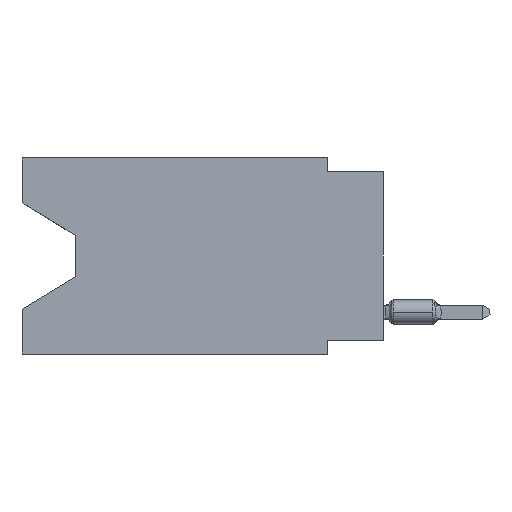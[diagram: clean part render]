
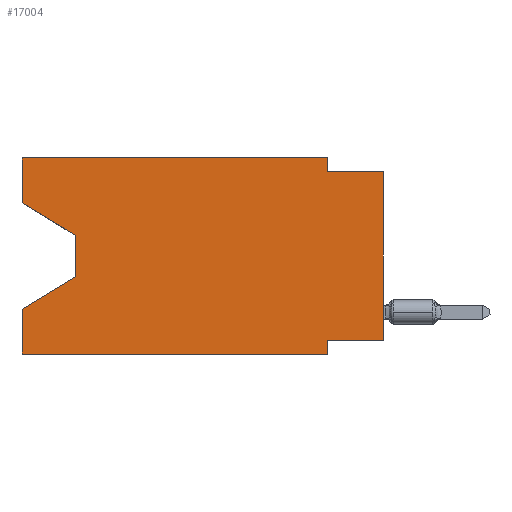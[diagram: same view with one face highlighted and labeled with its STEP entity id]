
A CAD part, left-side view. The second image highlights one B-rep face of the part: STEP entity #17004.
In plain terms, the highlighted planar face has unit normal (-1, 0, 0).
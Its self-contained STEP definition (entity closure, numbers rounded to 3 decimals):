
#8 = DIRECTION ( 'NONE',  ( 0., 0., -1. ) ) ;
#205 = VERTEX_POINT ( 'NONE', #4921 ) ;
#406 = VERTEX_POINT ( 'NONE', #11286 ) ;
#537 = ORIENTED_EDGE ( 'NONE', *, *, #7353, .T. ) ;
#661 = CARTESIAN_POINT ( 'NONE',  ( 0., 16.383, -2.038 ) ) ;
#787 = CARTESIAN_POINT ( 'NONE',  ( 0., 16.383, 0. ) ) ;
#848 = LINE ( 'NONE', #15856, #12522 ) ;
#912 = ORIENTED_EDGE ( 'NONE', *, *, #16789, .F. ) ;
#1060 = VERTEX_POINT ( 'NONE', #7897 ) ;
#1206 = VECTOR ( 'NONE', #8588, 1000. ) ;
#1440 = EDGE_CURVE ( 'NONE', #6802, #205, #6106, .T. ) ;
#1591 = CARTESIAN_POINT ( 'NONE',  ( 0., 16.383, 0. ) ) ;
#1593 = ORIENTED_EDGE ( 'NONE', *, *, #6110, .F. ) ;
#1605 = CARTESIAN_POINT ( 'NONE',  ( 0., 2.54, 0. ) ) ;
#1733 = CARTESIAN_POINT ( 'NONE',  ( 0., 16.383, 0. ) ) ;
#1734 = LINE ( 'NONE', #7518, #18478 ) ;
#1748 = ORIENTED_EDGE ( 'NONE', *, *, #4324, .F. ) ;
#1791 = VERTEX_POINT ( 'NONE', #3131 ) ;
#2656 = VECTOR ( 'NONE', #5627, 1000. ) ;
#2997 = LINE ( 'NONE', #1733, #11332 ) ;
#3131 = CARTESIAN_POINT ( 'NONE',  ( 0., 2.54, -0.635 ) ) ;
#3153 = VECTOR ( 'NONE', #9410, 1000. ) ;
#3468 = DIRECTION ( 'NONE',  ( 0., 0., -1. ) ) ;
#3558 = ORIENTED_EDGE ( 'NONE', *, *, #16406, .T. ) ;
#4110 = VERTEX_POINT ( 'NONE', #12700 ) ;
#4324 = EDGE_CURVE ( 'NONE', #4110, #1791, #16618, .T. ) ;
#4816 = ORIENTED_EDGE ( 'NONE', *, *, #17316, .F. ) ;
#4921 = CARTESIAN_POINT ( 'NONE',  ( 0., 16.383, 0. ) ) ;
#5157 = EDGE_LOOP ( 'NONE', ( #7086, #537, #5519, #16392, #6618, #912, #4816, #3558, #1593, #1748, #8811, #10518 ) ) ;
#5294 = DIRECTION ( 'NONE',  ( 0., 0., -1. ) ) ;
#5360 = DIRECTION ( 'NONE',  ( 0., 0., -1. ) ) ;
#5519 = ORIENTED_EDGE ( 'NONE', *, *, #17389, .T. ) ;
#5627 = DIRECTION ( 'NONE',  ( 0., -1., 0. ) ) ;
#6106 = LINE ( 'NONE', #1591, #9050 ) ;
#6110 = EDGE_CURVE ( 'NONE', #1791, #16256, #8905, .T. ) ;
#6220 = AXIS2_PLACEMENT_3D ( 'NONE', #787, #12935, #5294 ) ;
#6618 = ORIENTED_EDGE ( 'NONE', *, *, #6649, .T. ) ;
#6649 = EDGE_CURVE ( 'NONE', #406, #1060, #1734, .T. ) ;
#6662 = DIRECTION ( 'NONE',  ( 0., 1., 0. ) ) ;
#6768 = PLANE ( 'NONE',  #6220 ) ;
#6802 = VERTEX_POINT ( 'NONE', #661 ) ;
#7086 = ORIENTED_EDGE ( 'NONE', *, *, #7938, .T. ) ;
#7319 = CARTESIAN_POINT ( 'NONE',  ( 0., 16.383, -6.852 ) ) ;
#7353 = EDGE_CURVE ( 'NONE', #14844, #15054, #848, .T. ) ;
#7518 = CARTESIAN_POINT ( 'NONE',  ( 0., 16.383, -8.89 ) ) ;
#7578 = DIRECTION ( 'NONE',  ( 0., 0., 1. ) ) ;
#7587 = CARTESIAN_POINT ( 'NONE',  ( 0., 0., -0.635 ) ) ;
#7897 = CARTESIAN_POINT ( 'NONE',  ( 0., 2.54, -8.89 ) ) ;
#7938 = EDGE_CURVE ( 'NONE', #6802, #14844, #16866, .T. ) ;
#7980 = LINE ( 'NONE', #12392, #8692 ) ;
#8117 = LINE ( 'NONE', #14105, #10301 ) ;
#8423 = FACE_OUTER_BOUND ( 'NONE', #5157, .T. ) ;
#8588 = DIRECTION ( 'NONE',  ( 0., 0.855, -0.519 ) ) ;
#8692 = VECTOR ( 'NONE', #18489, 1000. ) ;
#8811 = ORIENTED_EDGE ( 'NONE', *, *, #12867, .F. ) ;
#8905 = LINE ( 'NONE', #10190, #16288 ) ;
#9050 = VECTOR ( 'NONE', #7578, 1000. ) ;
#9180 = DIRECTION ( 'NONE',  ( 0., 0., 1. ) ) ;
#9410 = DIRECTION ( 'NONE',  ( 0., -0.855, -0.519 ) ) ;
#9675 = LINE ( 'NONE', #14284, #1206 ) ;
#9781 = VECTOR ( 'NONE', #3468, 1000. ) ;
#9936 = CARTESIAN_POINT ( 'NONE',  ( 0., 2.54, -8.255 ) ) ;
#10034 = VERTEX_POINT ( 'NONE', #14079 ) ;
#10190 = CARTESIAN_POINT ( 'NONE',  ( 0., 0., -0.635 ) ) ;
#10301 = VECTOR ( 'NONE', #6662, 1000. ) ;
#10518 = ORIENTED_EDGE ( 'NONE', *, *, #1440, .F. ) ;
#11286 = CARTESIAN_POINT ( 'NONE',  ( 0., 16.383, -8.89 ) ) ;
#11290 = CARTESIAN_POINT ( 'NONE',  ( 0., 13.97, -3.505 ) ) ;
#11332 = VECTOR ( 'NONE', #9180, 1000. ) ;
#12392 = CARTESIAN_POINT ( 'NONE',  ( 0., 0., 0. ) ) ;
#12522 = VECTOR ( 'NONE', #5360, 1000. ) ;
#12700 = CARTESIAN_POINT ( 'NONE',  ( 0., 2.54, 0. ) ) ;
#12867 = EDGE_CURVE ( 'NONE', #205, #4110, #15751, .T. ) ;
#12935 = DIRECTION ( 'NONE',  ( 1., 0., 0. ) ) ;
#13079 = CARTESIAN_POINT ( 'NONE',  ( 0., 16.383, 0. ) ) ;
#13643 = LINE ( 'NONE', #17970, #17488 ) ;
#14079 = CARTESIAN_POINT ( 'NONE',  ( 0., 0., -8.255 ) ) ;
#14105 = CARTESIAN_POINT ( 'NONE',  ( 0., 0., -8.255 ) ) ;
#14177 = EDGE_CURVE ( 'NONE', #406, #17596, #2997, .T. ) ;
#14284 = CARTESIAN_POINT ( 'NONE',  ( 0., 13.97, -5.385 ) ) ;
#14498 = VERTEX_POINT ( 'NONE', #9936 ) ;
#14844 = VERTEX_POINT ( 'NONE', #11290 ) ;
#15054 = VERTEX_POINT ( 'NONE', #17664 ) ;
#15411 = CARTESIAN_POINT ( 'NONE',  ( 0., 16.383, -2.038 ) ) ;
#15751 = LINE ( 'NONE', #13079, #2656 ) ;
#15856 = CARTESIAN_POINT ( 'NONE',  ( 0., 13.97, -3.505 ) ) ;
#16256 = VERTEX_POINT ( 'NONE', #7587 ) ;
#16288 = VECTOR ( 'NONE', #19031, 1000. ) ;
#16392 = ORIENTED_EDGE ( 'NONE', *, *, #14177, .F. ) ;
#16406 = EDGE_CURVE ( 'NONE', #10034, #16256, #7980, .T. ) ;
#16618 = LINE ( 'NONE', #1605, #9781 ) ;
#16789 = EDGE_CURVE ( 'NONE', #14498, #1060, #13643, .T. ) ;
#16866 = LINE ( 'NONE', #15411, #3153 ) ;
#17004 = ADVANCED_FACE ( 'NONE', ( #8423 ), #6768, .F. ) ;
#17316 = EDGE_CURVE ( 'NONE', #10034, #14498, #8117, .T. ) ;
#17389 = EDGE_CURVE ( 'NONE', #15054, #17596, #9675, .T. ) ;
#17488 = VECTOR ( 'NONE', #8, 1000. ) ;
#17596 = VERTEX_POINT ( 'NONE', #7319 ) ;
#17664 = CARTESIAN_POINT ( 'NONE',  ( 0., 13.97, -5.385 ) ) ;
#17970 = CARTESIAN_POINT ( 'NONE',  ( 0., 2.54, -8.89 ) ) ;
#18117 = DIRECTION ( 'NONE',  ( 0., -1., 0. ) ) ;
#18478 = VECTOR ( 'NONE', #18117, 1000. ) ;
#18489 = DIRECTION ( 'NONE',  ( 0., 0., 1. ) ) ;
#19031 = DIRECTION ( 'NONE',  ( 0., -1., 0. ) ) ;
